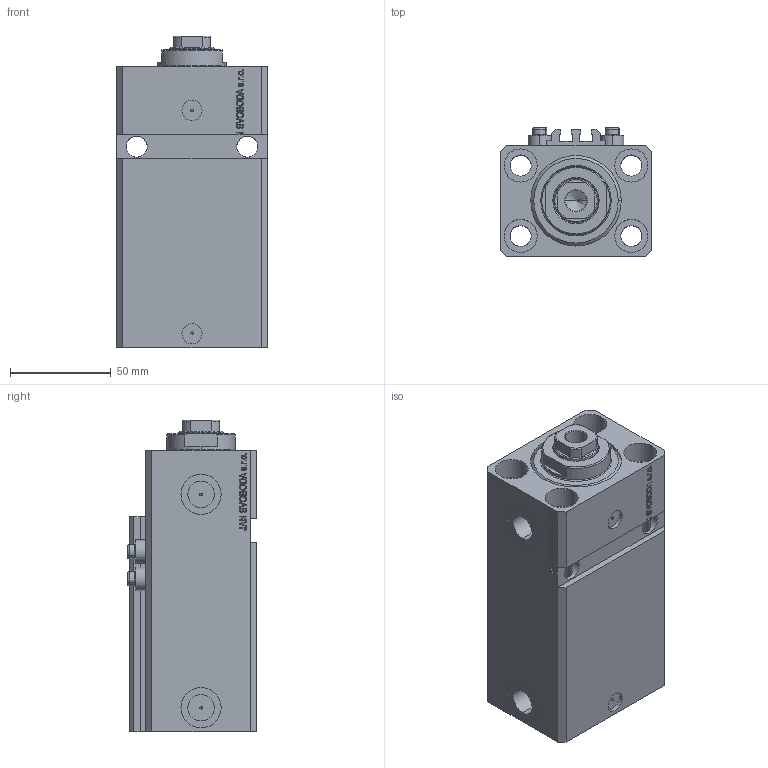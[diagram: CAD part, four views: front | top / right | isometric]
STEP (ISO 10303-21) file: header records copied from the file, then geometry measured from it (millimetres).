
FILE_DESCRIPTION (( 'STEP AP203' ), '1' );
FILE_NAME ('1cc1.STEP', '2022-04-09T18:41:42', ( '' ), ( '' ), 'SwSTEP 2.0', 'SolidWorks 2019', '' );
FILE_SCHEMA (( 'CONFIG_CONTROL_DESIGN' ));
Length unit declared in the file: millimetre
Products named in the file (5): ALLEN BOLT V250CE 78df24c4cb24c99e024c1f5d83b67189; 1cc1; V250CE_VC_E 78df24c4cb24c99e024c1f5d83b67189; V250CE_C_VCP 78df24c4cb24c99e024c1f5d83b67189; V250CE_E_Body 78df24c4cb24c99e024c1f5d83b67189
Assembly tree (7 placements, depth 2):
  1cc1
    V250CE_E_Body 78df24c4cb24c99e024c1f5d83b67189
    ALLEN BOLT V250CE 78df24c4cb24c99e024c1f5d83b67189  x4
    V250CE_C_VCP 78df24c4cb24c99e024c1f5d83b67189
    V250CE_VC_E 78df24c4cb24c99e024c1f5d83b67189
Bounding box: 75 x 64 x 154.9 mm (x, y, z)
Volume: 491634.9 mm3; surface area: 116387.6 mm2
Topology: 8 solids, 8 shells, 1064 faces, 2662 edges, 1727 vertices
Faces by surface type: plane 514, bspline 354, cylinder 126, cone 56, torus 14
Entity records: 46826 total; most frequent: CARTESIAN_POINT 24694, ORIENTED_EDGE 5014, DIRECTION 3273, EDGE_CURVE 2507, VERTEX_POINT 1643, LINE 1521, VECTOR 1521, EDGE_LOOP 1120
